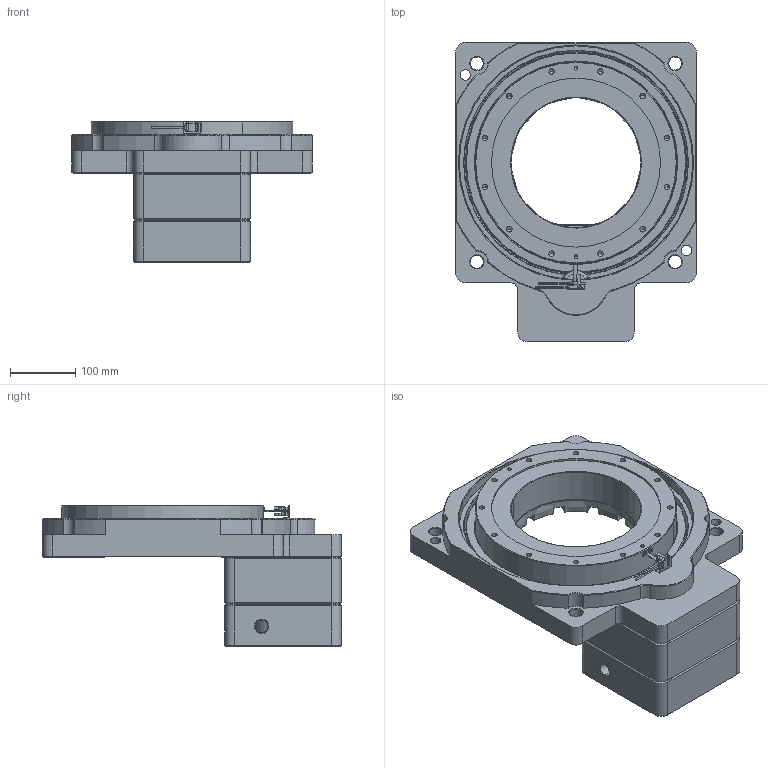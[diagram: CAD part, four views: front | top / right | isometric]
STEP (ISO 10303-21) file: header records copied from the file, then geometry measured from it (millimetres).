
FILE_DESCRIPTION (( 'STEP AP214' ), '1' );
FILE_NAME ('KTN370-10K-35-130-165-M12.STEP', '2022-09-15T08:45:58', ( '' ), ( '' ), 'SwSTEP 2.0', 'SolidWorks 2020', '' );
FILE_SCHEMA (( 'AUTOMOTIVE_DESIGN' ));
Length unit declared in the file: millimetre
Products named in the file (5): 覜茼え280; KTN370-10K-35-130-165-M12; 覜茼ん盓殤; SX674
Assembly tree (4 placements, depth 2):
  KTN370-10K-35-130-165-M12
    KTN370-10K-35-130-165-M12
    SX674
    覜茼え280
    覜茼ん盓殤
Bounding box: 370 x 460 x 217 mm (x, y, z)
Volume: 9840633 mm3; surface area: 1160613.4 mm2
Topology: 34 solids, 40 shells, 1278 faces, 3126 edges, 1870 vertices
Faces by surface type: cylinder 418, plane 381, cone 316, sphere 88, torus 75
Entity records: 49190 total; most frequent: CARTESIAN_POINT 6801, DIRECTION 6780, ORIENTED_EDGE 5824, EDGE_CURVE 2912, AXIS2_PLACEMENT_3D 2686, VERTEX_POINT 1826, EDGE_LOOP 1468, LINE 1408
